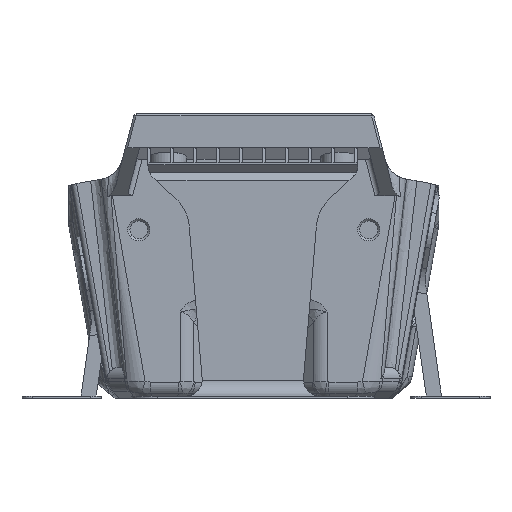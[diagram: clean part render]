
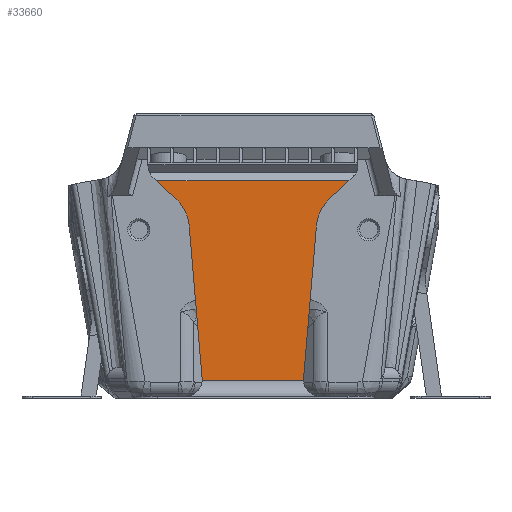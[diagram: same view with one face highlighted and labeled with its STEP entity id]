
A CAD part, front view. The second image highlights one B-rep face of the part: STEP entity #33660.
In plain terms, the highlighted planar face has unit normal (0, -1, 0).
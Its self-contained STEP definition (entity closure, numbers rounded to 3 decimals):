
#2743=LINE('',#51816,#5807);
#2745=LINE('',#51823,#5809);
#2746=LINE('',#51828,#5810);
#2747=LINE('',#51830,#5811);
#2748=LINE('',#51832,#5812);
#2749=LINE('',#51836,#5813);
#5807=VECTOR('',#39922,1000.);
#5809=VECTOR('',#39928,1000.);
#5810=VECTOR('',#39933,1000.);
#5811=VECTOR('',#39934,1000.);
#5812=VECTOR('',#39935,1000.);
#5813=VECTOR('',#39938,1000.);
#10163=ORIENTED_EDGE('',*,*,#19611,.T.);
#10164=ORIENTED_EDGE('',*,*,#19612,.T.);
#10165=ORIENTED_EDGE('',*,*,#19613,.T.);
#10166=ORIENTED_EDGE('',*,*,#19609,.F.);
#10167=ORIENTED_EDGE('',*,*,#19614,.T.);
#10168=ORIENTED_EDGE('',*,*,#19615,.T.);
#10169=ORIENTED_EDGE('',*,*,#19616,.F.);
#10170=ORIENTED_EDGE('',*,*,#19617,.F.);
#10171=ORIENTED_EDGE('',*,*,#19618,.T.);
#10172=ORIENTED_EDGE('',*,*,#19619,.T.);
#19609=EDGE_CURVE('',#24476,#24477,#2743,.T.);
#19611=EDGE_CURVE('',#24478,#24479,#27339,.T.);
#19612=EDGE_CURVE('',#24479,#24480,#2745,.F.);
#19613=EDGE_CURVE('',#24480,#24477,#27340,.T.);
#19614=EDGE_CURVE('',#24476,#24481,#27341,.T.);
#19615=EDGE_CURVE('',#24481,#24482,#2746,.T.);
#19616=EDGE_CURVE('',#24483,#24482,#2747,.T.);
#19617=EDGE_CURVE('',#24484,#24483,#2748,.T.);
#19618=EDGE_CURVE('',#24484,#24485,#27342,.T.);
#19619=EDGE_CURVE('',#24485,#24478,#2749,.T.);
#24476=VERTEX_POINT('',#51815);
#24477=VERTEX_POINT('',#51817);
#24478=VERTEX_POINT('',#51821);
#24479=VERTEX_POINT('',#51822);
#24480=VERTEX_POINT('',#51824);
#24481=VERTEX_POINT('',#51827);
#24482=VERTEX_POINT('',#51829);
#24483=VERTEX_POINT('',#51831);
#24484=VERTEX_POINT('',#51833);
#24485=VERTEX_POINT('',#51835);
#27339=CIRCLE('',#35920,3.);
#27340=CIRCLE('',#35921,3.);
#27341=CIRCLE('',#35922,8.);
#27342=CIRCLE('',#35923,8.);
#28419=EDGE_LOOP('',(#10163,#10164,#10165,#10166,#10167,#10168,#10169,#10170,
#10171,#10172));
#30503=FACE_BOUND('',#28419,.T.);
#32443=PLANE('',#35919);
#33660=ADVANCED_FACE('',(#30503),#32443,.F.);
#35919=AXIS2_PLACEMENT_3D('',#51819,#39924,#39925);
#35920=AXIS2_PLACEMENT_3D('',#51820,#39926,#39927);
#35921=AXIS2_PLACEMENT_3D('',#51825,#39929,#39930);
#35922=AXIS2_PLACEMENT_3D('',#51826,#39931,#39932);
#35923=AXIS2_PLACEMENT_3D('',#51834,#39936,#39937);
#39922=DIRECTION('',(-0.084,0.,-0.996));
#39924=DIRECTION('',(0.,1.,0.));
#39925=DIRECTION('',(0.,0.,1.));
#39926=DIRECTION('',(0.,1.,0.));
#39927=DIRECTION('',(0.,0.,1.));
#39928=DIRECTION('',(-1.,0.,0.));
#39929=DIRECTION('',(0.,1.,0.));
#39930=DIRECTION('',(0.,0.,1.));
#39931=DIRECTION('',(0.,1.,0.));
#39932=DIRECTION('',(0.,0.,1.));
#39933=DIRECTION('',(0.731,0.,0.682));
#39934=DIRECTION('',(1.,0.,0.));
#39935=DIRECTION('',(-0.731,0.,0.682));
#39936=DIRECTION('',(0.,1.,0.));
#39937=DIRECTION('',(0.,0.,1.));
#39938=DIRECTION('',(0.084,0.,-0.996));
#51815=CARTESIAN_POINT('',(11.856,-32.314,32.579));
#51816=CARTESIAN_POINT('',(36.482,-32.314,324.724));
#51817=CARTESIAN_POINT('',(9.418,-32.314,3.652));
#51819=CARTESIAN_POINT('',(0.,-32.314,327.8));
#51820=CARTESIAN_POINT('',(-12.767,-32.314,3.4));
#51821=CARTESIAN_POINT('',(-9.777,-32.314,3.652));
#51822=CARTESIAN_POINT('',(-9.767,-32.314,3.4));
#51823=CARTESIAN_POINT('',(9.143,-32.314,3.4));
#51824=CARTESIAN_POINT('',(9.407,-32.314,3.4));
#51825=CARTESIAN_POINT('',(12.407,-32.314,3.4));
#51826=CARTESIAN_POINT('',(19.828,-32.314,31.907));
#51827=CARTESIAN_POINT('',(14.372,-32.314,37.757));
#51828=CARTESIAN_POINT('',(16.736,-32.314,39.963));
#51829=CARTESIAN_POINT('',(17.982,-32.314,41.124));
#51830=CARTESIAN_POINT('',(-65.369,-32.314,41.124));
#51831=CARTESIAN_POINT('',(-18.341,-32.314,41.124));
#51832=CARTESIAN_POINT('',(-17.096,-32.314,39.963));
#51833=CARTESIAN_POINT('',(-14.731,-32.314,37.757));
#51834=CARTESIAN_POINT('',(-20.187,-32.314,31.907));
#51835=CARTESIAN_POINT('',(-12.216,-32.314,32.579));
#51836=CARTESIAN_POINT('',(-36.839,-32.314,324.694));
